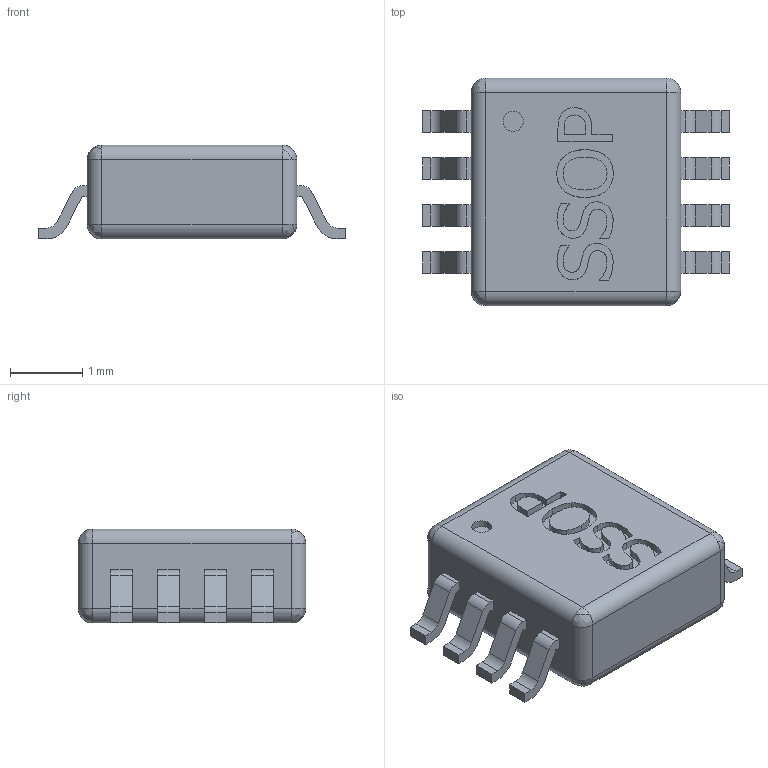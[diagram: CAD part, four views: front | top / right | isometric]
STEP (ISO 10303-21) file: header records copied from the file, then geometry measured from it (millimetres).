
FILE_DESCRIPTION (( 'STEP AP214' ), '1' );
FILE_NAME ('User Library-SSOP-8.STEP', '2016-01-13T05:31:43', ( 'Windows User' ), ( '' ), 'SwSTEP 2.0', 'SolidWorks 2016', '' );
FILE_SCHEMA (( 'AUTOMOTIVE_DESIGN' ));
Length unit declared in the file: millimetre
Products named in the file (1): User Library-SSOP-8
Bounding box: 4.25 x 3.15 x 1.3 mm (x, y, z)
Volume: 11.9 mm3; surface area: 40.1 mm2
Topology: 1 solids, 1 shells, 212 faces, 569 edges, 368 vertices
Faces by surface type: plane 101, bspline 65, cylinder 46
Entity records: 9325 total; most frequent: CARTESIAN_POINT 2011, ORIENTED_EDGE 1126, DIRECTION 854, EDGE_CURVE 563, VERTEX_POINT 368, LINE 352, VECTOR 352, AXIS2_PLACEMENT_3D 251
